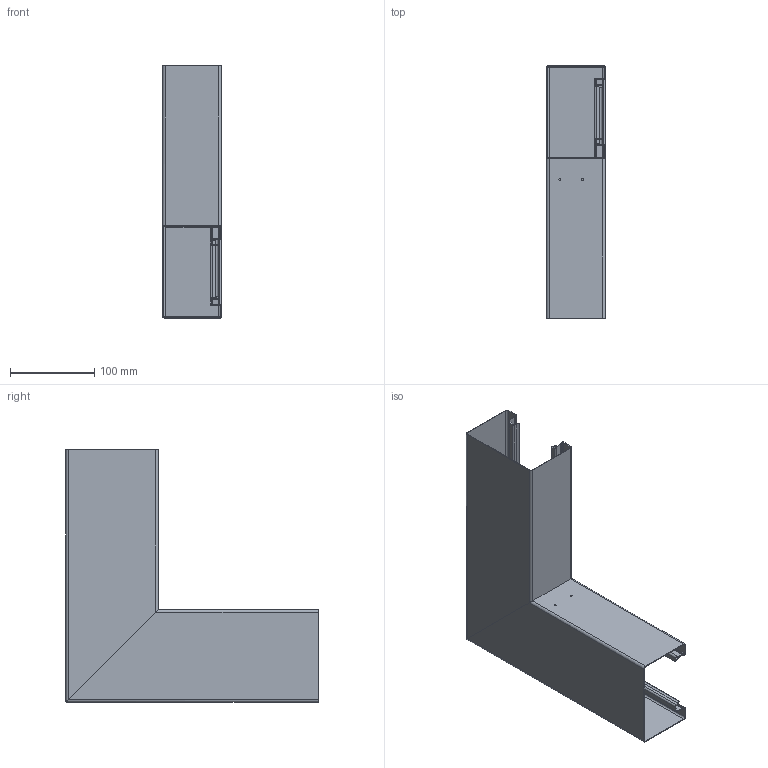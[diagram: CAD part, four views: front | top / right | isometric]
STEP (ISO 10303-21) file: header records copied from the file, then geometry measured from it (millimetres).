
FILE_DESCRIPTION (( 'STEP AP214' ), '1' );
FILE_NAME ('6277020.stp', '2016-05-25T14:47:34', ( '' ), ( '' ), 'SwSTEP 2.0', 'SolidWorks 2014', '' );
FILE_SCHEMA (( 'AUTOMOTIVE_DESIGN' ));
Length unit declared in the file: millimetre
Products named in the file (1): 6277020
Bounding box: 70 x 299.85 x 299.85 mm (x, y, z)
Volume: 162754.1 mm3; surface area: 327819.2 mm2
Topology: 1 solids, 1 shells, 306 faces, 676 edges, 376 vertices
Faces by surface type: plane 148, cylinder 86, bspline 64, cone 8
Entity records: 9307 total; most frequent: CARTESIAN_POINT 3296, ORIENTED_EDGE 1352, DIRECTION 998, EDGE_CURVE 676, VERTEX_POINT 376, AXIS2_PLACEMENT_3D 335, LINE 328, VECTOR 328
